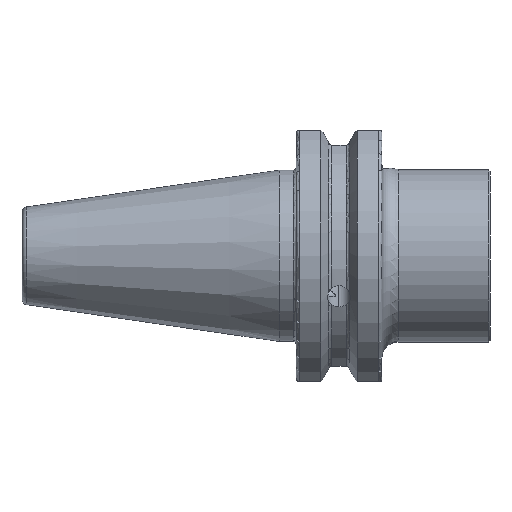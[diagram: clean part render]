
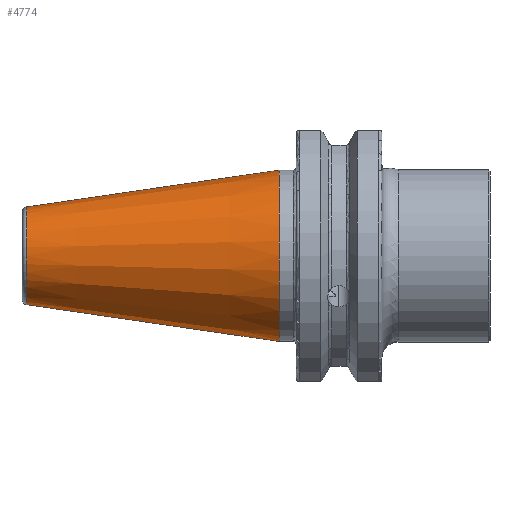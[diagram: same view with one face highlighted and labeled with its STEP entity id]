
A CAD part, front view. The second image highlights one B-rep face of the part: STEP entity #4774.
In plain terms, the highlighted conical face has half-angle 8.297 degrees and reference radius 15.875 mm.
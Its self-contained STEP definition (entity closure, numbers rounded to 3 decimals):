
#4 = CARTESIAN_POINT ( 'NONE',  ( -46.794, 0., -9.051 ) ) ;
#107 = CARTESIAN_POINT ( 'NONE',  ( -46.794, 0., 9.051 ) ) ;
#176 = CIRCLE ( 'NONE', #372, 15.875 ) ;
#372 = AXIS2_PLACEMENT_3D ( 'NONE', #3780, #3767, #3747 ) ;
#709 = CARTESIAN_POINT ( 'NONE',  ( 0., 0., -15.875 ) ) ;
#809 = ORIENTED_EDGE ( 'NONE', *, *, #3493, .T. ) ;
#1282 = CARTESIAN_POINT ( 'NONE',  ( 0., 0., 15.875 ) ) ;
#1435 = ORIENTED_EDGE ( 'NONE', *, *, #2930, .T. ) ;
#1476 = CARTESIAN_POINT ( 'NONE',  ( 0., 0., -15.875 ) ) ;
#1480 = VERTEX_POINT ( 'NONE', #4 ) ;
#1645 = DIRECTION ( 'NONE',  ( 0.99, 0., -0.144 ) ) ;
#2050 = VERTEX_POINT ( 'NONE', #709 ) ;
#2145 = VERTEX_POINT ( 'NONE', #107 ) ;
#2253 = CONICAL_SURFACE ( 'NONE', #5134, 15.875, 0.145 ) ;
#2261 = EDGE_LOOP ( 'NONE', ( #5106, #5787, #809, #1435 ) ) ;
#2426 = FACE_OUTER_BOUND ( 'NONE', #2261, .T. ) ;
#2669 = LINE ( 'NONE', #1476, #3542 ) ;
#2930 = EDGE_CURVE ( 'NONE', #2050, #4176, #176, .T. ) ;
#3255 = EDGE_CURVE ( 'NONE', #1480, #2145, #5649, .T. ) ;
#3295 = AXIS2_PLACEMENT_3D ( 'NONE', #4717, #4685, #4669 ) ;
#3493 = EDGE_CURVE ( 'NONE', #1480, #2050, #2669, .T. ) ;
#3542 = VECTOR ( 'NONE', #1645, 1000. ) ;
#3747 = DIRECTION ( 'NONE',  ( 0., 0., 1. ) ) ;
#3767 = DIRECTION ( 'NONE',  ( -1., 0., 0. ) ) ;
#3780 = CARTESIAN_POINT ( 'NONE',  ( 0., 0., 0. ) ) ;
#3836 = EDGE_CURVE ( 'NONE', #2145, #4176, #5295, .T. ) ;
#3945 = DIRECTION ( 'NONE',  ( 0., 0., -1. ) ) ;
#4176 = VERTEX_POINT ( 'NONE', #1282 ) ;
#4644 = VECTOR ( 'NONE', #4666, 1000. ) ;
#4666 = DIRECTION ( 'NONE',  ( 0.99, 0., 0.144 ) ) ;
#4669 = DIRECTION ( 'NONE',  ( 0., 0., 1. ) ) ;
#4685 = DIRECTION ( 'NONE',  ( -1., 0., 0. ) ) ;
#4717 = CARTESIAN_POINT ( 'NONE',  ( -46.794, 0., 0. ) ) ;
#4774 = ADVANCED_FACE ( 'NONE', ( #2426 ), #2253, .T. ) ;
#4929 = CARTESIAN_POINT ( 'NONE',  ( 0., 0., 0. ) ) ;
#5106 = ORIENTED_EDGE ( 'NONE', *, *, #3836, .F. ) ;
#5134 = AXIS2_PLACEMENT_3D ( 'NONE', #4929, #5976, #3945 ) ;
#5189 = CARTESIAN_POINT ( 'NONE',  ( 0., 0., 15.875 ) ) ;
#5295 = LINE ( 'NONE', #5189, #4644 ) ;
#5649 = CIRCLE ( 'NONE', #3295, 9.051 ) ;
#5787 = ORIENTED_EDGE ( 'NONE', *, *, #3255, .F. ) ;
#5976 = DIRECTION ( 'NONE',  ( 1., 0., 0. ) ) ;
